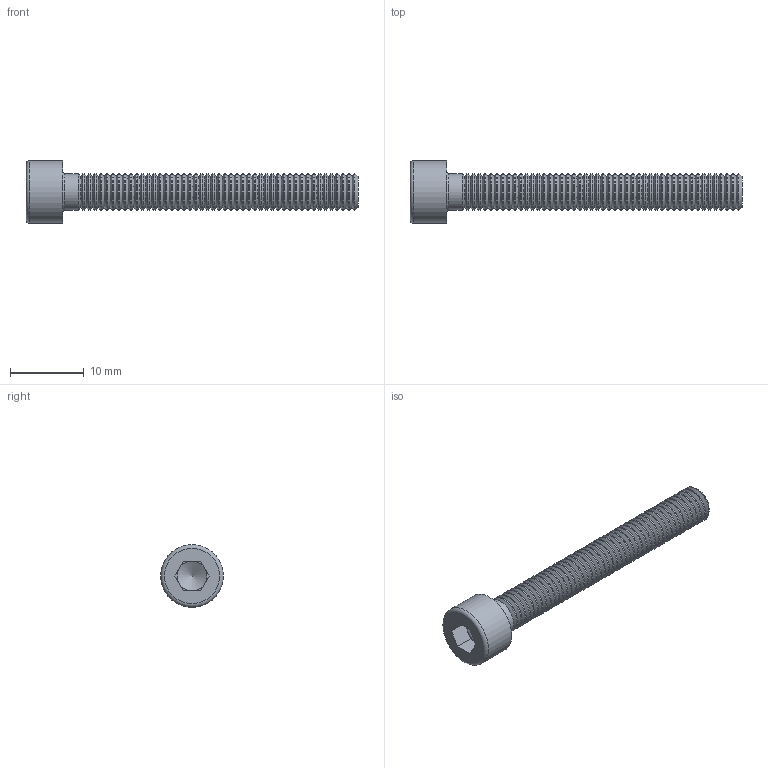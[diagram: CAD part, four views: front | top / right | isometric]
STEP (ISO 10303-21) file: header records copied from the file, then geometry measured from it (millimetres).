
FILE_DESCRIPTION (( 'STEP AP203' ), '1' );
FILE_NAME ('Âèíò ñ âíóòðåííèì øåñòèãðàííèêîì DIN912 M5x40 (ïîëíàÿ ðåçüáà).STEP', '2024-02-27T08:31:09', ( '' ), ( '' ), 'SwSTEP 2.0', 'SolidWorks 2021', '' );
FILE_SCHEMA (( 'CONFIG_CONTROL_DESIGN' ));
Length unit declared in the file: millimetre
Products named in the file (1): Âèíò ñ âíóòðåííèì øåñòèãðàííèêîì DIN912 M5x40 (ïîëíàÿ ðåçüáà)
Bounding box: 45 x 8.5 x 8.5 mm (x, y, z)
Volume: 930.2 mm3; surface area: 1171.2 mm2
Topology: 1 solids, 1 shells, 162 faces, 328 edges, 169 vertices
Faces by surface type: cone 96, cylinder 49, plane 15, torus 2
Full cylindrical faces by diameter (mm): 5 x48, 8.5 x1
Entity records: 3409 total; most frequent: DIRECTION 658, CARTESIAN_POINT 507, ORIENTED_EDGE 356, AXIS2_PLACEMENT_3D 317, EDGE_LOOP 310, FACE_OUTER_BOUND 213, EDGE_CURVE 178, VERTEX_POINT 166
